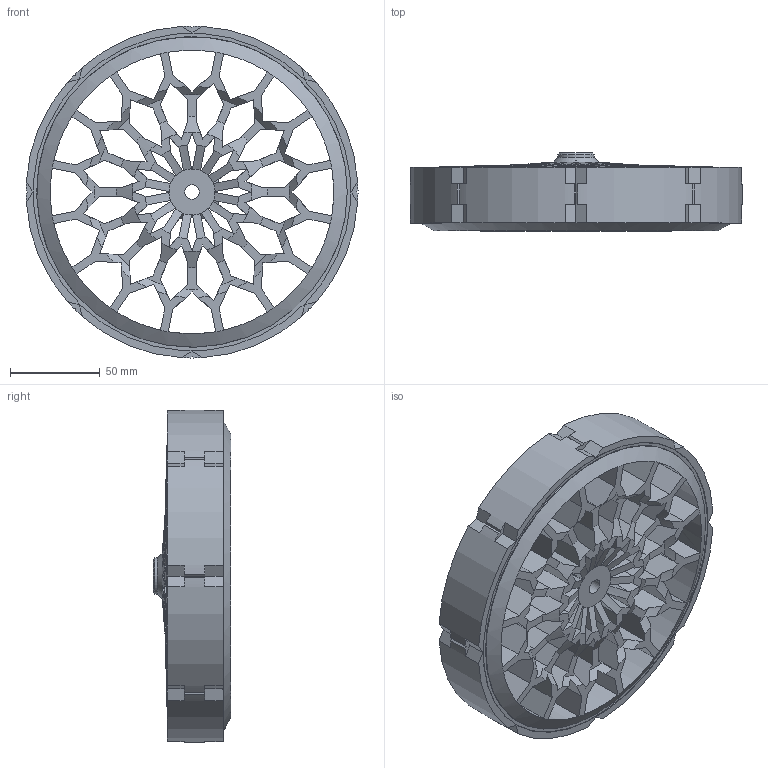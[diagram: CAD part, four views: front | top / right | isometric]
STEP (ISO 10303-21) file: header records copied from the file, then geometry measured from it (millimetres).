
FILE_DESCRIPTION(('STEP AP214'), '1');
FILE_NAME('levo_magnit _ -05', '2025-06-29T18:15:17', ('Ivan'), (''), 'C3D Converter', 'C3D Toolkit', '');
FILE_SCHEMA(('AUTOMOTIVE_DESIGN { 1 0 10303 214 3 1 1}'));
Length unit declared in the file: millimetre
Products named in the file (1): -10
Bounding box: 184.99 x 43.38 x 184.99 mm (x, y, z)
Surface area: 200708.5 mm2 (no closed solid volume)
Topology: 0 solids, 1 shells, 1156 faces, 3506 edges, 2274 vertices
Faces by surface type: plane 865, cylinder 180, cone 47, torus 34, bspline 22, extrusion 8
Full cylindrical faces by diameter (mm): 4.5 x4, 8.3 x1, 14.3 x1, 20.3 x1, 165 x1, 173 x1, 177 x1
Entity records: 47009 total; most frequent: CARTESIAN_POINT 17686, ORIENTED_EDGE 6974, DIRECTION 5134, EDGE_CURVE 3489, VERTEX_POINT 2270, AXIS2_PLACEMENT_3D 1817, VECTOR 1500, LINE 1492
